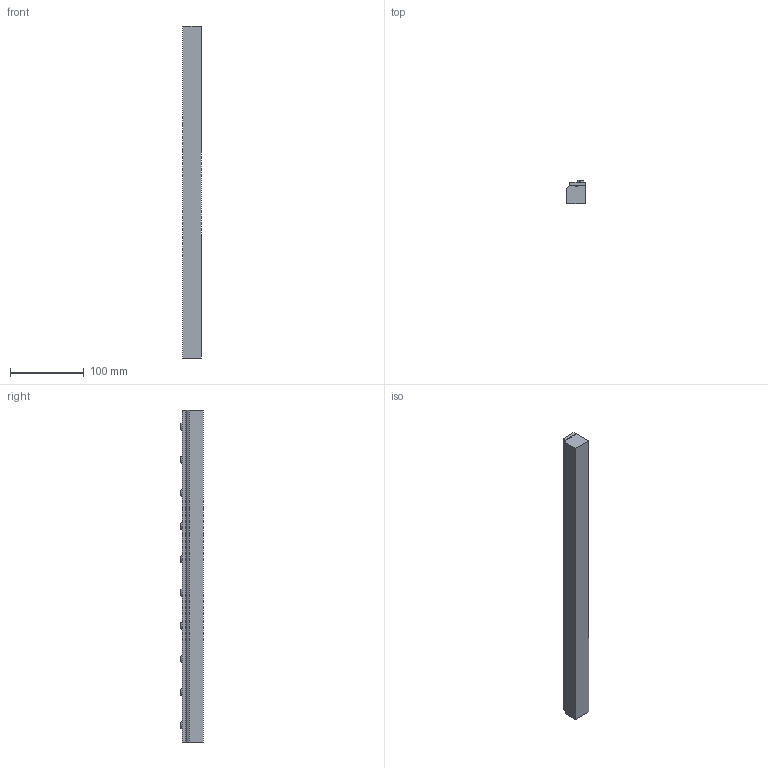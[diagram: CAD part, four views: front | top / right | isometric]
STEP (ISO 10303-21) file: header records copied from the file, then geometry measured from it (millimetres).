
FILE_DESCRIPTION (( 'STEP AP203' ), '1' );
FILE_NAME ('SE450.STEP', '2015-02-09T10:30:45', ( '' ), ( '' ), 'SwSTEP 2.0', 'SolidWorks 2014', '' );
FILE_SCHEMA (( 'CONFIG_CONTROL_DESIGN' ));
Length unit declared in the file: millimetre
Products named in the file (1): SE450
Bounding box: 25.4 x 31.16 x 450 mm (x, y, z)
Volume: 287027.4 mm3; surface area: 90683.3 mm2
Topology: 13 solids, 13 shells, 319 faces, 834 edges, 532 vertices
Faces by surface type: plane 123, cylinder 96, cone 80, bspline 20
Entity records: 10359 total; most frequent: CARTESIAN_POINT 2486, DIRECTION 1660, ORIENTED_EDGE 1604, EDGE_CURVE 802, AXIS2_PLACEMENT_3D 642, VERTEX_POINT 532, LINE 376, VECTOR 376
